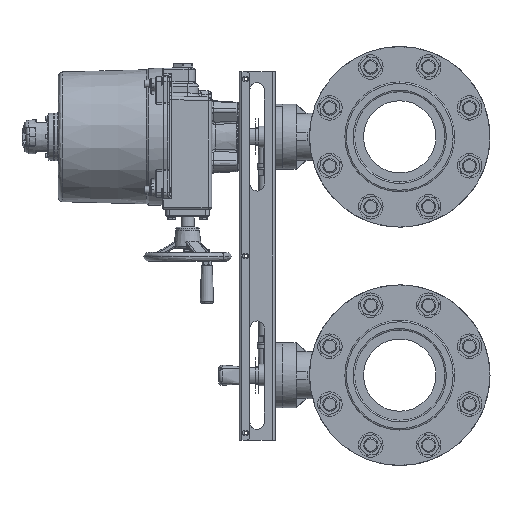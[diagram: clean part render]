
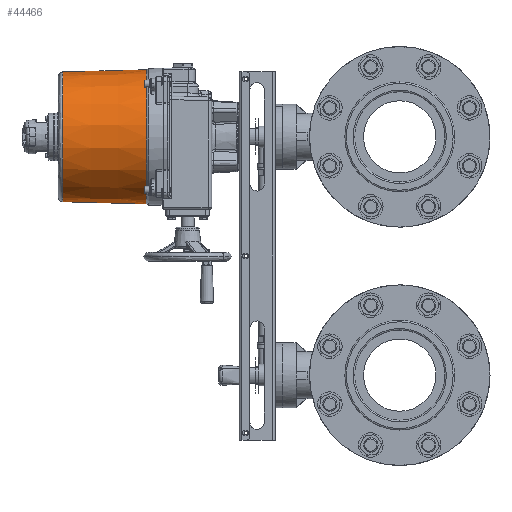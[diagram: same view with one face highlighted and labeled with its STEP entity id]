
A CAD part, left-side view. The second image highlights one B-rep face of the part: STEP entity #44466.
In plain terms, the highlighted conical face has half-angle 1.5 degrees and reference radius 92.898 mm.
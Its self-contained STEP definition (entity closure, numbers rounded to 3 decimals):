
#8031 = CARTESIAN_POINT ( 'NONE',  ( 13.531, 170.123, 675. ) ) ;
#9225 = CARTESIAN_POINT ( 'NONE',  ( 13.531, 286.281, 585.144 ) ) ;
#9290 = CARTESIAN_POINT ( 'NONE',  ( 13.531, 286.281, 675. ) ) ;
#16884 = AXIS2_PLACEMENT_3D ( 'NONE', #8031, #132022, #118009 ) ;
#26221 = CIRCLE ( 'NONE', #87362, 92.898 ) ;
#31791 = EDGE_CURVE ( 'NONE', #98010, #89817, #26221, .T. ) ;
#33068 = DIRECTION ( 'NONE',  ( 0., 0., 1. ) ) ;
#40298 = DIRECTION ( 'NONE',  ( 0., -1., 0.026 ) ) ;
#44466 = ADVANCED_FACE ( 'NONE', ( #119791 ), #131223, .T. ) ;
#45359 = VECTOR ( 'NONE', #40298, 1000. ) ;
#46260 = ORIENTED_EDGE ( 'NONE', *, *, #150740, .T. ) ;
#47929 = VERTEX_POINT ( 'NONE', #9225 ) ;
#49242 = AXIS2_PLACEMENT_3D ( 'NONE', #9290, #118196, #33068 ) ;
#62630 = ORIENTED_EDGE ( 'NONE', *, *, #31791, .T. ) ;
#66861 = ORIENTED_EDGE ( 'NONE', *, *, #146789, .T. ) ;
#75460 = CIRCLE ( 'NONE', #49242, 89.856 ) ;
#77590 = CARTESIAN_POINT ( 'NONE',  ( 13.531, 170.123, 582.102 ) ) ;
#78663 = DIRECTION ( 'NONE',  ( 0., -1., -0.026 ) ) ;
#79840 = DIRECTION ( 'NONE',  ( 0., 1., 0. ) ) ;
#83920 = CARTESIAN_POINT ( 'NONE',  ( 13.531, 170.123, 767.898 ) ) ;
#87362 = AXIS2_PLACEMENT_3D ( 'NONE', #116615, #79840, #152818 ) ;
#89817 = VERTEX_POINT ( 'NONE', #83920 ) ;
#92265 = CARTESIAN_POINT ( 'NONE',  ( 13.531, 170.123, 582.102 ) ) ;
#93702 = VECTOR ( 'NONE', #78663, 1000. ) ;
#98010 = VERTEX_POINT ( 'NONE', #92265 ) ;
#103452 = ORIENTED_EDGE ( 'NONE', *, *, #119957, .F. ) ;
#104217 = CARTESIAN_POINT ( 'NONE',  ( 13.531, 286.281, 764.856 ) ) ;
#115663 = CARTESIAN_POINT ( 'NONE',  ( 13.531, 170.123, 767.898 ) ) ;
#116615 = CARTESIAN_POINT ( 'NONE',  ( 13.531, 170.123, 675. ) ) ;
#118009 = DIRECTION ( 'NONE',  ( 0., 0., 1. ) ) ;
#118196 = DIRECTION ( 'NONE',  ( 0., -1., 0. ) ) ;
#119791 = FACE_OUTER_BOUND ( 'NONE', #146875, .T. ) ;
#119957 = EDGE_CURVE ( 'NONE', #158865, #89817, #128736, .T. ) ;
#126697 = LINE ( 'NONE', #77590, #93702 ) ;
#128736 = LINE ( 'NONE', #115663, #45359 ) ;
#131223 = CONICAL_SURFACE ( 'NONE', #16884, 92.898, 0.026 ) ;
#132022 = DIRECTION ( 'NONE',  ( 0., -1., 0. ) ) ;
#146789 = EDGE_CURVE ( 'NONE', #47929, #98010, #126697, .T. ) ;
#146875 = EDGE_LOOP ( 'NONE', ( #46260, #66861, #62630, #103452 ) ) ;
#150740 = EDGE_CURVE ( 'NONE', #158865, #47929, #75460, .T. ) ;
#152818 = DIRECTION ( 'NONE',  ( 0., 0., 1. ) ) ;
#158865 = VERTEX_POINT ( 'NONE', #104217 ) ;
